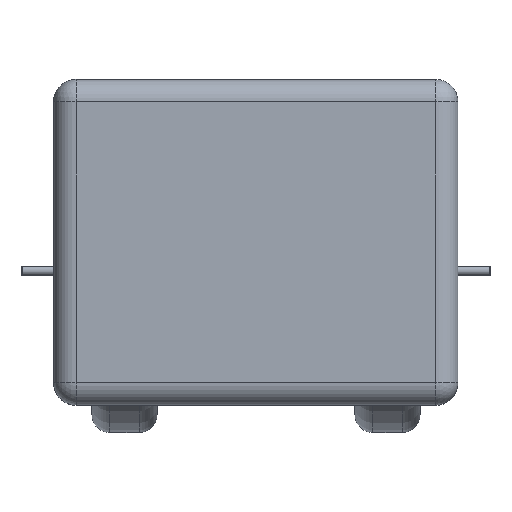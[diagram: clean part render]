
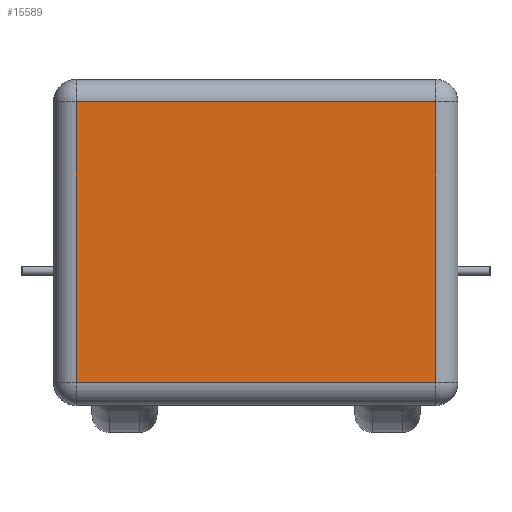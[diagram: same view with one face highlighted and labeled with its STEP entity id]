
A CAD part, top view. The second image highlights one B-rep face of the part: STEP entity #15589.
In plain terms, the highlighted planar face has unit normal (0, 0, 1).
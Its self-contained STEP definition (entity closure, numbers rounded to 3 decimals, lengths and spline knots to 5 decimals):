
#5756=ORIENTED_EDGE('',*,*,#8119,.T.);
#5757=ORIENTED_EDGE('',*,*,#8120,.T.);
#5758=ORIENTED_EDGE('',*,*,#8121,.T.);
#5759=ORIENTED_EDGE('',*,*,#8122,.T.);
#8119=EDGE_CURVE('',#9608,#9609,#10677,.T.);
#8120=EDGE_CURVE('',#9609,#9610,#10678,.F.);
#8121=EDGE_CURVE('',#9610,#9611,#10679,.F.);
#8122=EDGE_CURVE('',#9611,#9608,#10680,.T.);
#9608=VERTEX_POINT('',#46093);
#9609=VERTEX_POINT('',#46094);
#9610=VERTEX_POINT('',#46096);
#9611=VERTEX_POINT('',#46098);
#10677=LINE('',#46092,#11733);
#10678=LINE('',#46095,#11734);
#10679=LINE('',#46097,#11735);
#10680=LINE('',#46099,#11736);
#11733=VECTOR('',#23582,1.);
#11734=VECTOR('',#23583,1.);
#11735=VECTOR('',#23584,1.);
#11736=VECTOR('',#23585,1.);
#12912=EDGE_LOOP('',(#5756,#5757,#5758,#5759));
#14128=FACE_BOUND('',#12912,.T.);
#14738=PLANE('',#20217);
#15589=ADVANCED_FACE('',(#14128),#14738,.T.);
#20217=AXIS2_PLACEMENT_3D('',#46091,#23580,#23581);
#23580=DIRECTION('',(0.,0.,1.));
#23581=DIRECTION('',(1.,0.,0.));
#23582=DIRECTION('',(-1.,0.,0.));
#23583=DIRECTION('',(0.,1.,0.));
#23584=DIRECTION('',(-1.,0.,0.));
#23585=DIRECTION('',(0.,1.,0.));
#46091=CARTESIAN_POINT('',(0.,0.,0.1));
#46092=CARTESIAN_POINT('',(-0.09,0.075,0.1));
#46093=CARTESIAN_POINT('',(0.08,0.075,0.1));
#46094=CARTESIAN_POINT('',(-0.08,0.075,0.1));
#46095=CARTESIAN_POINT('',(-0.08,0.,0.1));
#46096=CARTESIAN_POINT('',(-0.08,-0.05,0.1));
#46097=CARTESIAN_POINT('',(0.,-0.05,0.1));
#46098=CARTESIAN_POINT('',(0.08,-0.05,0.1));
#46099=CARTESIAN_POINT('',(0.08,0.085,0.1));
